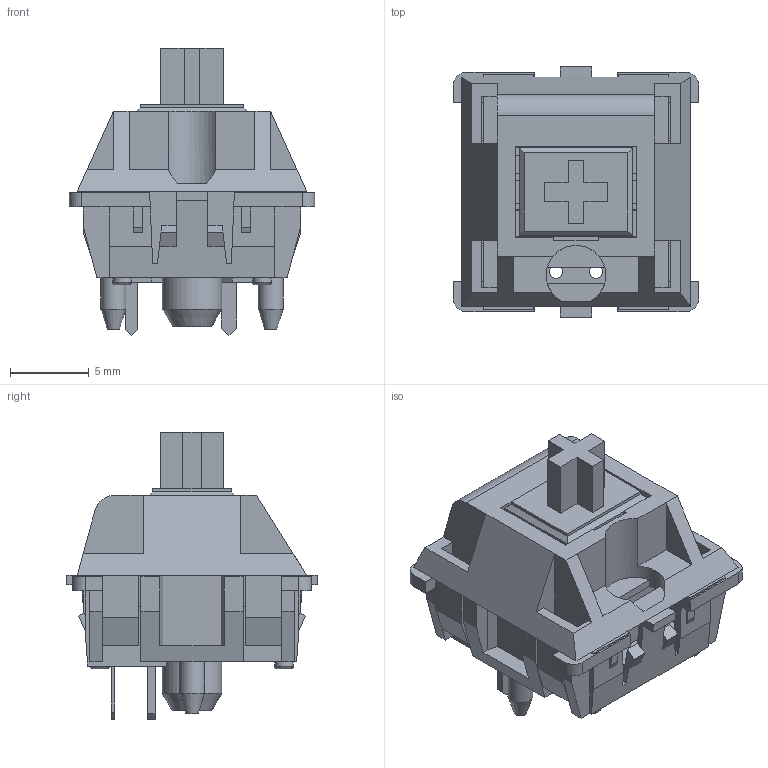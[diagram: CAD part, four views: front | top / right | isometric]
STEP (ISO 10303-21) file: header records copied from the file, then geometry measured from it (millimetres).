
FILE_DESCRIPTION(/* description */ (''),/* implementation_level */ '2;1');
FILE_NAME(/* name */ 'key-3',/* time_stamp */ '2011-12-29T19:20:58+08:00',/* author */ (''),/* organization */ (''),/* preprocessor_version */ 'ST-DEVELOPER v9',/* originating_system */ 'UGS - NX 4.0',/* authorisation */ '');
FILE_SCHEMA (('CONFIG_CONTROL_DESIGN','SHAPE_APPEARANCE_LAYER_MIM'));
Length unit declared in the file: millimetre
Products named in the file (1): fant7FE8yo6r
Bounding box: 15.6 x 15.91 x 18.3 mm (x, y, z)
Volume: 1139.3 mm3; surface area: 2483.4 mm2
Topology: 5 solids, 5 shells, 407 faces, 1133 edges, 741 vertices
Faces by surface type: plane 381, cylinder 17, cone 5, torus 4
Full cylindrical faces by diameter (mm): 0.849 x4, 1.2 x2, 1.6 x2, 2 x1, 3.8 x1, 4.3 x1
Entity records: 12830 total; most frequent: CARTESIAN_POINT 2242, ORIENTED_EDGE 2206, DIRECTION 1972, EDGE_CURVE 1103, LINE 1050, VECTOR 1050, VERTEX_POINT 731, AXIS2_PLACEMENT_3D 461
